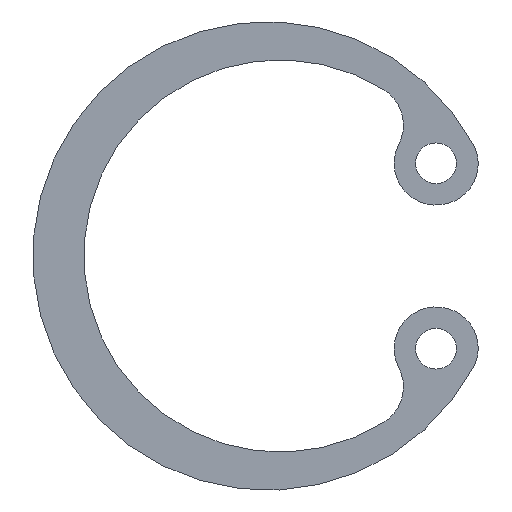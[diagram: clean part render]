
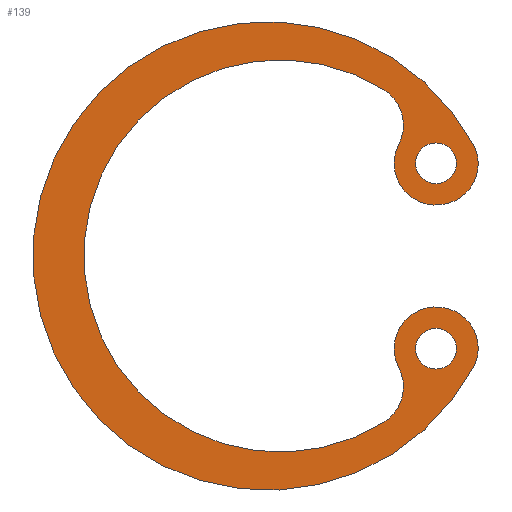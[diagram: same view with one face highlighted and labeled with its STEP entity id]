
A CAD part, left-side view. The second image highlights one B-rep face of the part: STEP entity #139.
In plain terms, the highlighted planar face has unit normal (-1, 0, 0).
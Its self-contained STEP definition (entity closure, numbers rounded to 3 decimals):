
#2 = AXIS2_PLACEMENT_3D ( 'NONE', #524, #317, #11 ) ;
#9 = AXIS2_PLACEMENT_3D ( 'NONE', #448, #450, #159 ) ;
#11 = DIRECTION ( 'NONE',  ( 0., 0., -1. ) ) ;
#12 = DIRECTION ( 'NONE',  ( 1., 0., 0. ) ) ;
#13 = CARTESIAN_POINT ( 'NONE',  ( -0.5, -8.283, 4.55 ) ) ;
#16 = DIRECTION ( 'NONE',  ( 0., 0., -1. ) ) ;
#18 = EDGE_CURVE ( 'NONE', #451, #537, #253, .T. ) ;
#19 = LINE ( 'NONE', #322, #181 ) ;
#20 = ORIENTED_EDGE ( 'NONE', *, *, #343, .T. ) ;
#28 = DIRECTION ( 'NONE',  ( 1., 0., 0. ) ) ;
#30 = DIRECTION ( 'NONE',  ( 0., 0., -1. ) ) ;
#33 = DIRECTION ( 'NONE',  ( 1., 0., 0. ) ) ;
#37 = ORIENTED_EDGE ( 'NONE', *, *, #373, .T. ) ;
#46 = ORIENTED_EDGE ( 'NONE', *, *, #500, .F. ) ;
#55 = CIRCLE ( 'NONE', #527, 1. ) ;
#63 = AXIS2_PLACEMENT_3D ( 'NONE', #313, #430, #521 ) ;
#75 = CARTESIAN_POINT ( 'NONE',  ( -0.5, -8.856, 2.582 ) ) ;
#80 = ORIENTED_EDGE ( 'NONE', *, *, #482, .F. ) ;
#84 = DIRECTION ( 'NONE',  ( 0., 0., -1. ) ) ;
#90 = CARTESIAN_POINT ( 'NONE',  ( -0.5, -4.637, 6.426 ) ) ;
#122 = AXIS2_PLACEMENT_3D ( 'NONE', #418, #342, #223 ) ;
#125 = AXIS2_PLACEMENT_3D ( 'NONE', #324, #282, #404 ) ;
#131 = CARTESIAN_POINT ( 'NONE',  ( -0.5, -0.625, 0. ) ) ;
#138 = FACE_OUTER_BOUND ( 'NONE', #495, .T. ) ;
#139 = ADVANCED_FACE ( 'NONE', ( #184, #520, #138 ), #230, .F. ) ;
#141 = DIRECTION ( 'NONE',  ( 1., 0., 0. ) ) ;
#146 = EDGE_CURVE ( 'NONE', #537, #308, #513, .T. ) ;
#159 = DIRECTION ( 'NONE',  ( 0., 0., -1. ) ) ;
#161 = LINE ( 'NONE', #499, #321 ) ;
#164 = DIRECTION ( 'NONE',  ( 1., 0., 0. ) ) ;
#165 = EDGE_CURVE ( 'NONE', #358, #451, #19, .T. ) ;
#167 = CIRCLE ( 'NONE', #238, 1. ) ;
#173 = AXIS2_PLACEMENT_3D ( 'NONE', #511, #33, #260 ) ;
#181 = VECTOR ( 'NONE', #193, 1000. ) ;
#183 = EDGE_CURVE ( 'NONE', #368, #424, #161, .T. ) ;
#184 = FACE_BOUND ( 'NONE', #314, .T. ) ;
#188 = CARTESIAN_POINT ( 'NONE',  ( -0.5, -8.283, 5.55 ) ) ;
#190 = EDGE_CURVE ( 'NONE', #254, #346, #255, .T. ) ;
#193 = DIRECTION ( 'NONE',  ( 0., -0.96, -0.28 ) ) ;
#197 = ORIENTED_EDGE ( 'NONE', *, *, #432, .T. ) ;
#205 = DIRECTION ( 'NONE',  ( 0., 0.96, -0.28 ) ) ;
#207 = ORIENTED_EDGE ( 'NONE', *, *, #165, .F. ) ;
#211 = CARTESIAN_POINT ( 'NONE',  ( -0.5, -8.283, -3.55 ) ) ;
#220 = VERTEX_POINT ( 'NONE', #534 ) ;
#222 = CARTESIAN_POINT ( 'NONE',  ( -0.5, -8.916, 2.599 ) ) ;
#223 = DIRECTION ( 'NONE',  ( 0., 0., -1. ) ) ;
#230 = PLANE ( 'NONE',  #438 ) ;
#234 = EDGE_CURVE ( 'NONE', #292, #535, #435, .T. ) ;
#238 = AXIS2_PLACEMENT_3D ( 'NONE', #256, #463, #30 ) ;
#246 = CIRCLE ( 'NONE', #272, 9.625 ) ;
#252 = CARTESIAN_POINT ( 'NONE',  ( -0.5, -8.283, -4.55 ) ) ;
#253 = CIRCLE ( 'NONE', #122, 2. ) ;
#254 = VERTEX_POINT ( 'NONE', #326 ) ;
#255 = CIRCLE ( 'NONE', #9, 2.05 ) ;
#256 = CARTESIAN_POINT ( 'NONE',  ( -0.5, -8.283, -4.55 ) ) ;
#260 = DIRECTION ( 'NONE',  ( 0., 0., -1. ) ) ;
#263 = VERTEX_POINT ( 'NONE', #456 ) ;
#272 = AXIS2_PLACEMENT_3D ( 'NONE', #131, #334, #84 ) ;
#274 = AXIS2_PLACEMENT_3D ( 'NONE', #490, #28, #364 ) ;
#282 = DIRECTION ( 'NONE',  ( 1., 0., 0. ) ) ;
#284 = EDGE_LOOP ( 'NONE', ( #37, #539 ) ) ;
#292 = VERTEX_POINT ( 'NONE', #377 ) ;
#293 = AXIS2_PLACEMENT_3D ( 'NONE', #13, #475, #478 ) ;
#296 = CARTESIAN_POINT ( 'NONE',  ( -0.5, -8.856, -2.582 ) ) ;
#305 = VERTEX_POINT ( 'NONE', #465 ) ;
#308 = VERTEX_POINT ( 'NONE', #374 ) ;
#313 = CARTESIAN_POINT ( 'NONE',  ( -0.5, -8.283, 4.55 ) ) ;
#314 = EDGE_LOOP ( 'NONE', ( #409, #470 ) ) ;
#317 = DIRECTION ( 'NONE',  ( 1., 0., 0. ) ) ;
#321 = VECTOR ( 'NONE', #205, 1000. ) ;
#322 = CARTESIAN_POINT ( 'NONE',  ( -0.5, -8.856, -2.582 ) ) ;
#324 = CARTESIAN_POINT ( 'NONE',  ( -0.5, -8.283, 4.55 ) ) ;
#326 = CARTESIAN_POINT ( 'NONE',  ( -0.5, -6.46, -5.488 ) ) ;
#328 = EDGE_CURVE ( 'NONE', #354, #220, #55, .T. ) ;
#334 = DIRECTION ( 'NONE',  ( 1., 0., 0. ) ) ;
#335 = ORIENTED_EDGE ( 'NONE', *, *, #18, .F. ) ;
#342 = DIRECTION ( 'NONE',  ( 1., 0., 0. ) ) ;
#343 = EDGE_CURVE ( 'NONE', #346, #305, #246, .T. ) ;
#344 = EDGE_CURVE ( 'NONE', #308, #368, #406, .T. ) ;
#346 = VERTEX_POINT ( 'NONE', #421 ) ;
#348 = CARTESIAN_POINT ( 'NONE',  ( -0.5, -8.916, -2.599 ) ) ;
#352 = CARTESIAN_POINT ( 'NONE',  ( -0.5, -10.115, -5.471 ) ) ;
#354 = VERTEX_POINT ( 'NONE', #211 ) ;
#358 = VERTEX_POINT ( 'NONE', #296 ) ;
#364 = DIRECTION ( 'NONE',  ( 0., 0., -1. ) ) ;
#368 = VERTEX_POINT ( 'NONE', #222 ) ;
#373 = EDGE_CURVE ( 'NONE', #220, #354, #167, .T. ) ;
#374 = CARTESIAN_POINT ( 'NONE',  ( -0.5, -10.115, 5.471 ) ) ;
#377 = CARTESIAN_POINT ( 'NONE',  ( -0.5, -8.283, 3.55 ) ) ;
#386 = ORIENTED_EDGE ( 'NONE', *, *, #183, .F. ) ;
#387 = DIRECTION ( 'NONE',  ( 0., 0., -1. ) ) ;
#392 = CARTESIAN_POINT ( 'NONE',  ( -0.5, -8.356, -4.519 ) ) ;
#404 = DIRECTION ( 'NONE',  ( 0., 0., -1. ) ) ;
#406 = CIRCLE ( 'NONE', #173, 2. ) ;
#409 = ORIENTED_EDGE ( 'NONE', *, *, #234, .T. ) ;
#418 = CARTESIAN_POINT ( 'NONE',  ( -0.5, -8.356, -4.519 ) ) ;
#421 = CARTESIAN_POINT ( 'NONE',  ( -0.5, -5.722, -8.164 ) ) ;
#424 = VERTEX_POINT ( 'NONE', #75 ) ;
#428 = CIRCLE ( 'NONE', #63, 1. ) ;
#430 = DIRECTION ( 'NONE',  ( 1., 0., 0. ) ) ;
#432 = EDGE_CURVE ( 'NONE', #305, #263, #476, .T. ) ;
#435 = CIRCLE ( 'NONE', #125, 1. ) ;
#438 = AXIS2_PLACEMENT_3D ( 'NONE', #392, #12, #16 ) ;
#446 = CIRCLE ( 'NONE', #2, 2.05 ) ;
#448 = CARTESIAN_POINT ( 'NONE',  ( -0.5, -4.637, -6.426 ) ) ;
#450 = DIRECTION ( 'NONE',  ( 1., 0., 0. ) ) ;
#451 = VERTEX_POINT ( 'NONE', #348 ) ;
#456 = CARTESIAN_POINT ( 'NONE',  ( -0.5, -6.46, 5.488 ) ) ;
#463 = DIRECTION ( 'NONE',  ( 1., 0., 0. ) ) ;
#465 = CARTESIAN_POINT ( 'NONE',  ( -0.5, -5.722, 8.164 ) ) ;
#470 = ORIENTED_EDGE ( 'NONE', *, *, #498, .T. ) ;
#474 = ORIENTED_EDGE ( 'NONE', *, *, #190, .T. ) ;
#475 = DIRECTION ( 'NONE',  ( 1., 0., 0. ) ) ;
#476 = CIRCLE ( 'NONE', #545, 2.05 ) ;
#478 = DIRECTION ( 'NONE',  ( 0., 0., -1. ) ) ;
#482 = EDGE_CURVE ( 'NONE', #424, #263, #529, .T. ) ;
#490 = CARTESIAN_POINT ( 'NONE',  ( -0.5, 0., 0. ) ) ;
#491 = ORIENTED_EDGE ( 'NONE', *, *, #344, .F. ) ;
#495 = EDGE_LOOP ( 'NONE', ( #335, #207, #46, #474, #20, #197, #80, #386, #491, #516 ) ) ;
#498 = EDGE_CURVE ( 'NONE', #535, #292, #428, .T. ) ;
#499 = CARTESIAN_POINT ( 'NONE',  ( -0.5, -8.916, 2.599 ) ) ;
#500 = EDGE_CURVE ( 'NONE', #254, #358, #446, .T. ) ;
#511 = CARTESIAN_POINT ( 'NONE',  ( -0.5, -8.356, 4.519 ) ) ;
#513 = CIRCLE ( 'NONE', #274, 11.5 ) ;
#516 = ORIENTED_EDGE ( 'NONE', *, *, #146, .F. ) ;
#520 = FACE_BOUND ( 'NONE', #284, .T. ) ;
#521 = DIRECTION ( 'NONE',  ( 0., 0., -1. ) ) ;
#524 = CARTESIAN_POINT ( 'NONE',  ( -0.5, -8.283, -4.55 ) ) ;
#527 = AXIS2_PLACEMENT_3D ( 'NONE', #252, #164, #546 ) ;
#529 = CIRCLE ( 'NONE', #293, 2.05 ) ;
#534 = CARTESIAN_POINT ( 'NONE',  ( -0.5, -8.283, -5.55 ) ) ;
#535 = VERTEX_POINT ( 'NONE', #188 ) ;
#537 = VERTEX_POINT ( 'NONE', #352 ) ;
#539 = ORIENTED_EDGE ( 'NONE', *, *, #328, .T. ) ;
#545 = AXIS2_PLACEMENT_3D ( 'NONE', #90, #141, #387 ) ;
#546 = DIRECTION ( 'NONE',  ( 0., 0., -1. ) ) ;
